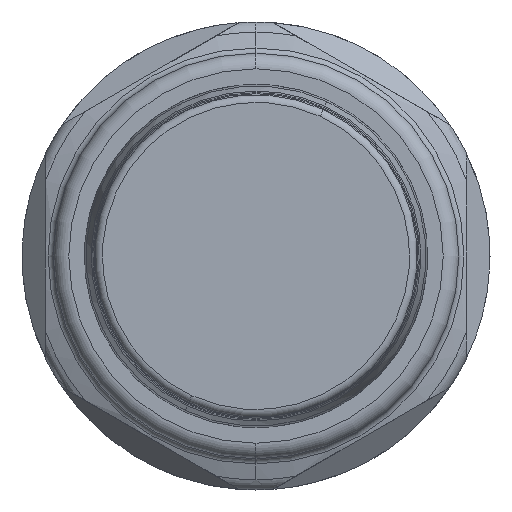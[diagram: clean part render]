
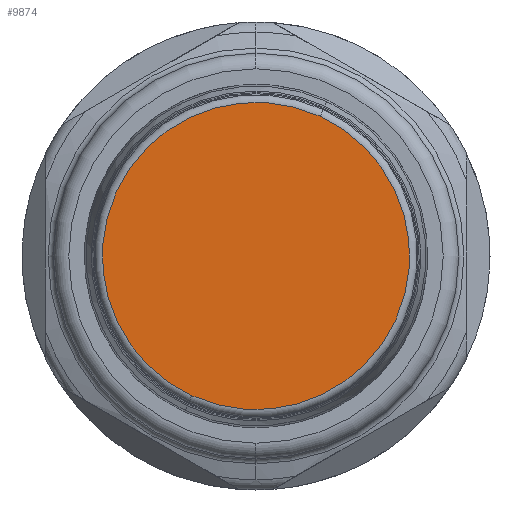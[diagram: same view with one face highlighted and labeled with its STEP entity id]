
A CAD part, left-side view. The second image highlights one B-rep face of the part: STEP entity #9874.
In plain terms, the highlighted planar face has unit normal (-1, 0, 0).
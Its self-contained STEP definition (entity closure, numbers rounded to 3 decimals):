
#993 = DIRECTION ( 'NONE',  ( -1., 0., 0. ) ) ;
#2113 = ORIENTED_EDGE ( 'NONE', *, *, #10255, .T. ) ;
#2528 = CARTESIAN_POINT ( 'NONE',  ( 95.8, 4.104, -8.953 ) ) ;
#3273 = VERTEX_POINT ( 'NONE', #5195 ) ;
#3776 = DIRECTION ( 'NONE',  ( 0., 0.417, -0.909 ) ) ;
#3811 = EDGE_CURVE ( 'NONE', #8864, #3273, #6641, .T. ) ;
#4312 = CARTESIAN_POINT ( 'NONE',  ( 95.8, 0., 0. ) ) ;
#5195 = CARTESIAN_POINT ( 'NONE',  ( 95.8, -4.104, 8.953 ) ) ;
#5894 = DIRECTION ( 'NONE',  ( 0., 0.417, -0.909 ) ) ;
#6641 = CIRCLE ( 'NONE', #9901, 9.848 ) ;
#7300 = DIRECTION ( 'NONE',  ( -1., 0., 0. ) ) ;
#8781 = AXIS2_PLACEMENT_3D ( 'NONE', #12904, #14392, #11222 ) ;
#8864 = VERTEX_POINT ( 'NONE', #2528 ) ;
#9874 = ADVANCED_FACE ( 'NONE', ( #9926 ), #15608, .F. ) ;
#9901 = AXIS2_PLACEMENT_3D ( 'NONE', #4312, #7300, #5894 ) ;
#9926 = FACE_OUTER_BOUND ( 'NONE', #12887, .T. ) ;
#10255 = EDGE_CURVE ( 'NONE', #3273, #8864, #17094, .T. ) ;
#10754 = CARTESIAN_POINT ( 'NONE',  ( 95.8, 0., 0. ) ) ;
#11222 = DIRECTION ( 'NONE',  ( 0., 0.417, -0.909 ) ) ;
#12887 = EDGE_LOOP ( 'NONE', ( #16261, #2113 ) ) ;
#12904 = CARTESIAN_POINT ( 'NONE',  ( 95.8, 9.301, 4.264 ) ) ;
#14392 = DIRECTION ( 'NONE',  ( 1., 0., 0. ) ) ;
#14434 = AXIS2_PLACEMENT_3D ( 'NONE', #10754, #993, #3776 ) ;
#15608 = PLANE ( 'NONE',  #8781 ) ;
#16261 = ORIENTED_EDGE ( 'NONE', *, *, #3811, .T. ) ;
#17094 = CIRCLE ( 'NONE', #14434, 9.848 ) ;
